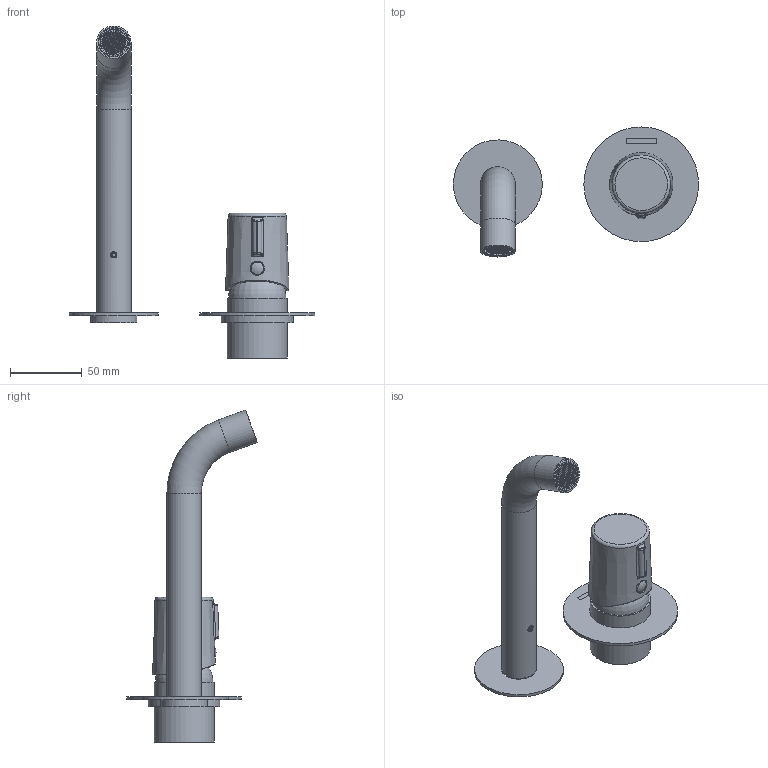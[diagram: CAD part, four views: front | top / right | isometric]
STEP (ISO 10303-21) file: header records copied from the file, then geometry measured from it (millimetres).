
FILE_DESCRIPTION (( 'STEP AP203' ), '1' );
FILE_NAME ('34AP02440.STEP', '2020-12-23T08:22:46', ( '' ), ( '' ), 'SwSTEP 2.0', 'SolidWorks 2018', '' );
FILE_SCHEMA (( 'CONFIG_CONTROL_DESIGN' ));
Length unit declared in the file: millimetre
Products named in the file (1): 34AP02440
Bounding box: 170.99 x 91 x 231.5 mm (x, y, z)
Volume: 75771.2 mm3; surface area: 85733.7 mm2
Topology: 12 solids, 12 shells, 1242 faces, 3104 edges, 2046 vertices
Faces by surface type: plane 1093, cylinder 88, bspline 27, cone 18, torus 15, sphere 1
Full cylindrical faces by diameter (mm): 4.2 x2, 5 x1, 6.8 x2, 8 x1, 9.5 x1, 10 x1, 16 x1, 16.7 x1, 17.2 x2, 17.5 x1, 18.5 x2, 18.75 x1, 21 x3, 22 x2, 24 x2, 24.5 x1, 25 x1, 29 x1, 31 x1, 32.3 x1, 35.8 x2, 36.5 x1, 37 x1, 39 x2, 42 x1, 42.5 x1, 43.2 x1, 48.5 x1, 50 x1, 62 x1
Entity records: 36904 total; most frequent: CARTESIAN_POINT 7568, ORIENTED_EDGE 6014, DIRECTION 5594, EDGE_CURVE 3007, VECTOR 2700, LINE 2700, VERTEX_POINT 2026, EDGE_LOOP 1501
